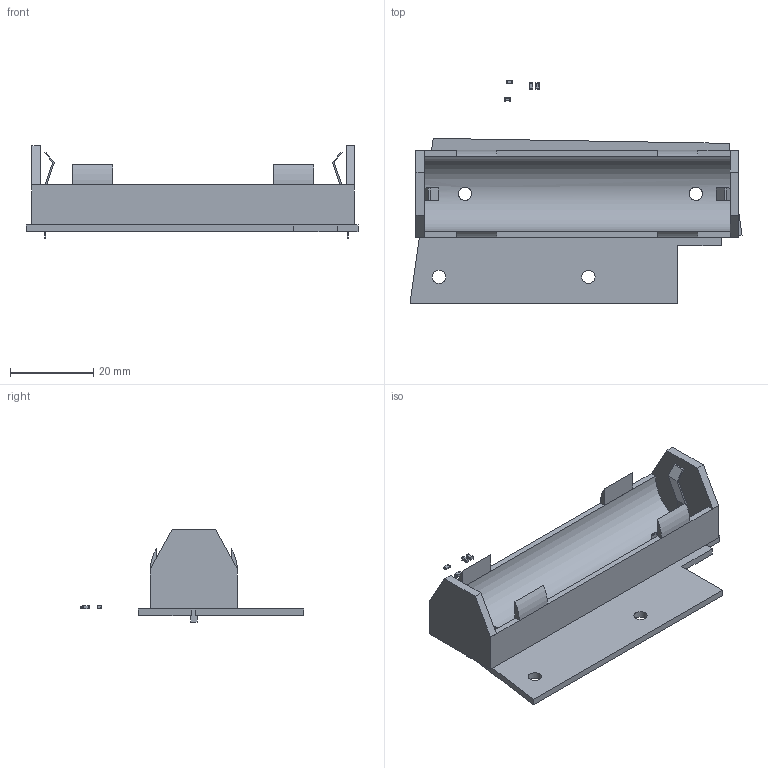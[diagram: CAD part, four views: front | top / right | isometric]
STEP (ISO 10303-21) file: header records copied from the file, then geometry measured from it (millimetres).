
FILE_DESCRIPTION(('KiCad electronic assembly'),'2;1');
FILE_NAME('PolamiaPCB.step','2024-09-02T21:36:02',('Pcbnew'),('Kicad'), 'Open CASCADE STEP processor 7.8','KiCad to STEP converter','Unknown' );
FILE_SCHEMA(('AUTOMOTIVE_DESIGN { 1 0 10303 214 1 1 1 1 }'));
Length unit declared in the file: millimetre
Products named in the file (8): PolamiaPCB 1; C_0603_1608Metric; R_0603_1608Metric; BatteryHolder_MPD_BH-18650-PC2; MPD_BH_18650_PC2; PolamiaPCB_PCB
Assembly tree (9 placements, depth 3):
  PolamiaPCB 1
    C_0603_1608Metric  x3
      C_0603_1608Metric
    R_0603_1608Metric
      R_0603_1608Metric
    BatteryHolder_MPD_BH-18650-PC2
      MPD_BH_18650_PC2
    PolamiaPCB_PCB
Bounding box: 80 x 53.9 x 22.2 mm (x, y, z)
Volume: 10833.1 mm3; surface area: 13297.1 mm2
Topology: 6 solids, 6 shells, 190 faces, 494 edges, 326 vertices
Faces by surface type: plane 132, cylinder 58
Full cylindrical faces by diameter (mm): 2 x1, 3.2 x6
Entity records: 5303 total; most frequent: CARTESIAN_POINT 946, DIRECTION 704, ORIENTED_EDGE 700, EDGE_CURVE 350, LINE 280, VECTOR 280, VERTEX_POINT 230, AXIS2_PLACEMENT_3D 212
